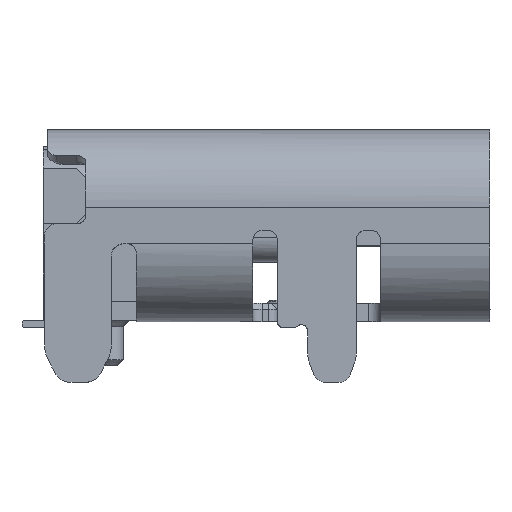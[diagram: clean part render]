
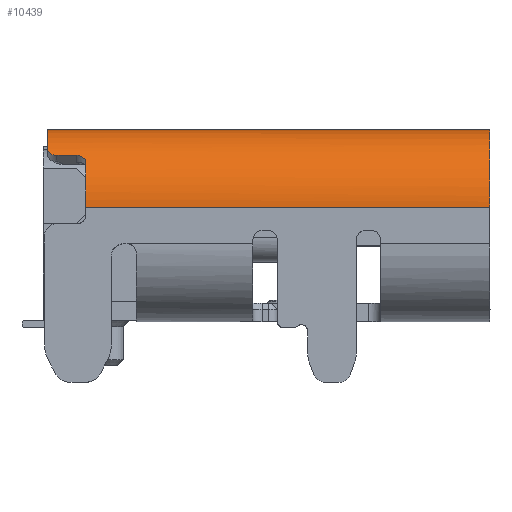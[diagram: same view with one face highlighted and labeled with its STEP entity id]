
A CAD part, left-side view. The second image highlights one B-rep face of the part: STEP entity #10439.
In plain terms, the highlighted cylindrical face has radius 1.28 mm (diameter 2.56 mm), a partial arc.
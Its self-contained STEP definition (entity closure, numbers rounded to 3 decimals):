
#305 = EDGE_CURVE ( 'NONE', #13555, #24244, #6210, .T. ) ;
#336 = CARTESIAN_POINT ( 'NONE',  ( 0.381, 7.311, -0.369 ) ) ;
#976 = CARTESIAN_POINT ( 'NONE',  ( 0.233, 6.7, -0.544 ) ) ;
#1020 = CARTESIAN_POINT ( 'NONE',  ( 0.313, 0.05, -0.437 ) ) ;
#1680 = EDGE_CURVE ( 'NONE', #9846, #11270, #14546, .T. ) ;
#2396 = DIRECTION ( 'NONE',  ( 0., -1., 0. ) ) ;
#2787 = CARTESIAN_POINT ( 'NONE',  ( 0.328, 7.218, -0.425 ) ) ;
#2955 = B_SPLINE_CURVE_WITH_KNOTS ( 'NONE', 3,
 ( #16129, #30571, #6535, #23407 ),
 .UNSPECIFIED., .F., .F.,
 ( 4, 4 ),
 ( 0., 1. ),
 .UNSPECIFIED. ) ;
#3454 = CARTESIAN_POINT ( 'NONE',  ( 0.154, 0.05, -0.669 ) ) ;
#4098 = CARTESIAN_POINT ( 'NONE',  ( 0.135, 6.7, -0.7 ) ) ;
#4477 = CARTESIAN_POINT ( 'NONE',  ( 0.008, 6.7, -1.111 ) ) ;
#5251 = CARTESIAN_POINT ( 'NONE',  ( 1.28, 7.47, 0. ) ) ;
#5334 = CARTESIAN_POINT ( 'NONE',  ( 1.199, 0.05, 0. ) ) ;
#5719 = CARTESIAN_POINT ( 'NONE',  ( 0.327, 6.85, -0.425 ) ) ;
#5795 = VECTOR ( 'NONE', #10084, 1000. ) ;
#5866 = CARTESIAN_POINT ( 'NONE',  ( 0.107, 0.05, -0.768 ) ) ;
#5906 = B_SPLINE_CURVE_WITH_KNOTS ( 'NONE', 3,
 ( #13682, #28119, #4098, #20937 ),
 .UNSPECIFIED., .F., .F.,
 ( 4, 4 ),
 ( 0., 1. ),
 .UNSPECIFIED. ) ;
#5973 = CARTESIAN_POINT ( 'NONE',  ( 0.025, 6.7, -1.028 ) ) ;
#6210 = B_SPLINE_CURVE_WITH_KNOTS ( 'NONE', 3,
 ( #27085, #10206, #22235, #12625 ),
 .UNSPECIFIED., .F., .F.,
 ( 4, 4 ),
 ( 0., 1. ),
 .UNSPECIFIED. ) ;
#6535 = CARTESIAN_POINT ( 'NONE',  ( 0.042, 6.7, -0.945 ) ) ;
#6887 = CARTESIAN_POINT ( 'NONE',  ( 0.025, 6.7, -1.028 ) ) ;
#6946 = VECTOR ( 'NONE', #13669, 1000. ) ;
#7248 = AXIS2_PLACEMENT_3D ( 'NONE', #23981, #2396, #26390 ) ;
#8122 = CARTESIAN_POINT ( 'NONE',  ( 0.327, 6.85, -0.425 ) ) ;
#8203 = CARTESIAN_POINT ( 'NONE',  ( 1.28, 0.05, 0. ) ) ;
#8304 = CARTESIAN_POINT ( 'NONE',  ( 0.03, 0.05, -0.96 ) ) ;
#8471 = CYLINDRICAL_SURFACE ( 'NONE', #7248, 1.28 ) ;
#9322 = CARTESIAN_POINT ( 'NONE',  ( 0., 6.7, -1.196 ) ) ;
#9846 = VERTEX_POINT ( 'NONE', #21178 ) ;
#10084 = DIRECTION ( 'NONE',  ( 0., -1., 0. ) ) ;
#10206 = CARTESIAN_POINT ( 'NONE',  ( 0.974, 7.325, 0. ) ) ;
#10287 = ORIENTED_EDGE ( 'NONE', *, *, #25457, .T. ) ;
#10439 = ADVANCED_FACE ( 'NONE', ( #27678 ), #8471, .T. ) ;
#10597 = CARTESIAN_POINT ( 'NONE',  ( 0.885, 0.05, -0.062 ) ) ;
#10694 = CARTESIAN_POINT ( 'NONE',  ( 0., 0.05, -1.28 ) ) ;
#11198 = LINE ( 'NONE', #14878, #23281 ) ;
#11229 = CARTESIAN_POINT ( 'NONE',  ( 0.327, 7.47, -0.425 ) ) ;
#11270 = VERTEX_POINT ( 'NONE', #27392 ) ;
#12031 = ORIENTED_EDGE ( 'NONE', *, *, #27471, .T. ) ;
#12625 = CARTESIAN_POINT ( 'NONE',  ( 0.439, 7.325, -0.315 ) ) ;
#12976 = CARTESIAN_POINT ( 'NONE',  ( 0.317, 6.773, -0.436 ) ) ;
#13018 = CARTESIAN_POINT ( 'NONE',  ( 0.829, 0.05, -0.082 ) ) ;
#13101 = CARTESIAN_POINT ( 'NONE',  ( 0.439, 7.325, -0.315 ) ) ;
#13555 = VERTEX_POINT ( 'NONE', #20601 ) ;
#13669 = DIRECTION ( 'NONE',  ( 0., -1., 0. ) ) ;
#13682 = CARTESIAN_POINT ( 'NONE',  ( 0.233, 6.7, -0.544 ) ) ;
#14546 = B_SPLINE_CURVE_WITH_KNOTS ( 'NONE', 3,
 ( #8203, #5334, #24508, #25034, #10597, #27469, #13018, #29881, #15446, #1020, #17866, #3454, #20287, #5866, #22716, #8304, #25140, #10694 ),
 .UNSPECIFIED., .F., .F.,
 ( 4, 1, 1, 2, 2, 2, 1, 1, 2, 2, 4 ),
 ( 0., 0.125, 0.188, 0.219, 0.25, 0.5, 0.625, 0.688, 0.719, 0.75, 1. ),
 .UNSPECIFIED. ) ;
#14696 = ORIENTED_EDGE ( 'NONE', *, *, #1680, .F. ) ;
#14878 = CARTESIAN_POINT ( 'NONE',  ( 0., 7.47, -1.28 ) ) ;
#15404 = CARTESIAN_POINT ( 'NONE',  ( 0.257, 6.7, -0.51 ) ) ;
#15446 = CARTESIAN_POINT ( 'NONE',  ( 0.5, 0.05, -0.25 ) ) ;
#16129 = CARTESIAN_POINT ( 'NONE',  ( 0.1, 6.7, -0.785 ) ) ;
#17096 = CARTESIAN_POINT ( 'NONE',  ( 0.406, 7.325, -0.343 ) ) ;
#17210 = CARTESIAN_POINT ( 'NONE',  ( 0.338, 7.254, -0.413 ) ) ;
#17304 = DIRECTION ( 'NONE',  ( 0., -1., 0. ) ) ;
#17459 = VERTEX_POINT ( 'NONE', #5973 ) ;
#17538 = ORIENTED_EDGE ( 'NONE', *, *, #26171, .T. ) ;
#17866 = CARTESIAN_POINT ( 'NONE',  ( 0.23, 0.05, -0.538 ) ) ;
#17893 = EDGE_LOOP ( 'NONE', ( #30910, #10287, #23565, #23418, #17538, #12031, #25444, #14696, #27398, #26682 ) ) ;
#17981 = VERTEX_POINT ( 'NONE', #20152 ) ;
#19152 = VERTEX_POINT ( 'NONE', #21231 ) ;
#19623 = CARTESIAN_POINT ( 'NONE',  ( 0.327, 7.175, -0.425 ) ) ;
#19747 = LINE ( 'NONE', #11229, #6946 ) ;
#20144 = CARTESIAN_POINT ( 'NONE',  ( 0.327, 6.808, -0.425 ) ) ;
#20152 = CARTESIAN_POINT ( 'NONE',  ( 0.233, 6.7, -0.544 ) ) ;
#20287 = CARTESIAN_POINT ( 'NONE',  ( 0.125, 0.05, -0.728 ) ) ;
#20601 = CARTESIAN_POINT ( 'NONE',  ( 1.28, 7.325, 0. ) ) ;
#20937 = CARTESIAN_POINT ( 'NONE',  ( 0.1, 6.7, -0.785 ) ) ;
#21178 = CARTESIAN_POINT ( 'NONE',  ( 1.28, 0.05, 0. ) ) ;
#21231 = CARTESIAN_POINT ( 'NONE',  ( 0., 6.7, -1.28 ) ) ;
#22235 = CARTESIAN_POINT ( 'NONE',  ( 0.67, 7.325, -0.114 ) ) ;
#22716 = CARTESIAN_POINT ( 'NONE',  ( 0.097, 0.05, -0.79 ) ) ;
#22763 = CARTESIAN_POINT ( 'NONE',  ( 0.1, 6.7, -0.785 ) ) ;
#23281 = VECTOR ( 'NONE', #17304, 1000. ) ;
#23407 = CARTESIAN_POINT ( 'NONE',  ( 0.025, 6.7, -1.028 ) ) ;
#23418 = ORIENTED_EDGE ( 'NONE', *, *, #26723, .T. ) ;
#23565 = ORIENTED_EDGE ( 'NONE', *, *, #27685, .T. ) ;
#23981 = CARTESIAN_POINT ( 'NONE',  ( 1.28, 7.47, -1.28 ) ) ;
#24244 = VERTEX_POINT ( 'NONE', #13101 ) ;
#24508 = CARTESIAN_POINT ( 'NONE',  ( 1.079, 0.05, -0.011 ) ) ;
#25024 = LINE ( 'NONE', #5251, #5795 ) ;
#25034 = CARTESIAN_POINT ( 'NONE',  ( 0.943, 0.05, -0.044 ) ) ;
#25140 = CARTESIAN_POINT ( 'NONE',  ( 0., 0.05, -1.117 ) ) ;
#25444 = ORIENTED_EDGE ( 'NONE', *, *, #28265, .T. ) ;
#25457 = EDGE_CURVE ( 'NONE', #30136, #28821, #19747, .T. ) ;
#25878 = EDGE_CURVE ( 'NONE', #24244, #30136, #30211, .T. ) ;
#26160 = CARTESIAN_POINT ( 'NONE',  ( 0., 6.7, -1.28 ) ) ;
#26171 = EDGE_CURVE ( 'NONE', #30050, #17459, #2955, .T. ) ;
#26390 = DIRECTION ( 'NONE',  ( 0., 0., -1. ) ) ;
#26682 = ORIENTED_EDGE ( 'NONE', *, *, #305, .T. ) ;
#26723 = EDGE_CURVE ( 'NONE', #17981, #30050, #5906, .T. ) ;
#27062 = B_SPLINE_CURVE_WITH_KNOTS ( 'NONE', 3,
 ( #6887, #4477, #9322, #26160 ),
 .UNSPECIFIED., .F., .F.,
 ( 4, 4 ),
 ( 0., 1. ),
 .UNSPECIFIED. ) ;
#27085 = CARTESIAN_POINT ( 'NONE',  ( 1.28, 7.325, 0. ) ) ;
#27392 = CARTESIAN_POINT ( 'NONE',  ( 0., 0.05, -1.28 ) ) ;
#27398 = ORIENTED_EDGE ( 'NONE', *, *, #30371, .F. ) ;
#27469 = CARTESIAN_POINT ( 'NONE',  ( 0.847, 0.05, -0.075 ) ) ;
#27471 = EDGE_CURVE ( 'NONE', #17459, #19152, #27062, .T. ) ;
#27678 = FACE_OUTER_BOUND ( 'NONE', #17893, .T. ) ;
#27685 = EDGE_CURVE ( 'NONE', #28821, #17981, #30741, .T. ) ;
#27937 = CARTESIAN_POINT ( 'NONE',  ( 0.327, 7.175, -0.425 ) ) ;
#28119 = CARTESIAN_POINT ( 'NONE',  ( 0.18, 6.7, -0.619 ) ) ;
#28265 = EDGE_CURVE ( 'NONE', #19152, #11270, #11198, .T. ) ;
#28821 = VERTEX_POINT ( 'NONE', #8122 ) ;
#29211 = CARTESIAN_POINT ( 'NONE',  ( 0.439, 7.325, -0.315 ) ) ;
#29844 = CARTESIAN_POINT ( 'NONE',  ( 0.279, 6.715, -0.482 ) ) ;
#29881 = CARTESIAN_POINT ( 'NONE',  ( 0.645, 0.05, -0.155 ) ) ;
#30050 = VERTEX_POINT ( 'NONE', #22763 ) ;
#30136 = VERTEX_POINT ( 'NONE', #27937 ) ;
#30211 = B_SPLINE_CURVE_WITH_KNOTS ( 'NONE', 3,
 ( #29211, #17096, #336, #17210, #2787, #19623 ),
 .UNSPECIFIED., .F., .F.,
 ( 4, 2, 4 ),
 ( 0., 0.5, 1. ),
 .UNSPECIFIED. ) ;
#30371 = EDGE_CURVE ( 'NONE', #13555, #9846, #25024, .T. ) ;
#30571 = CARTESIAN_POINT ( 'NONE',  ( 0.067, 6.7, -0.863 ) ) ;
#30741 = B_SPLINE_CURVE_WITH_KNOTS ( 'NONE', 3,
 ( #5719, #20144, #12976, #29844, #15404, #976 ),
 .UNSPECIFIED., .F., .F.,
 ( 4, 2, 4 ),
 ( 0., 0.5, 1. ),
 .UNSPECIFIED. ) ;
#30910 = ORIENTED_EDGE ( 'NONE', *, *, #25878, .T. ) ;
